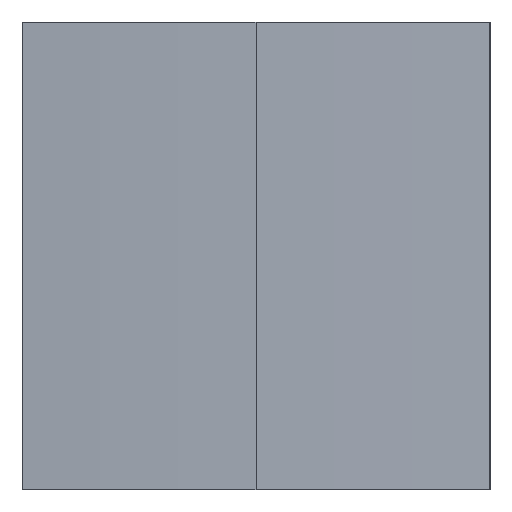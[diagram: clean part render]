
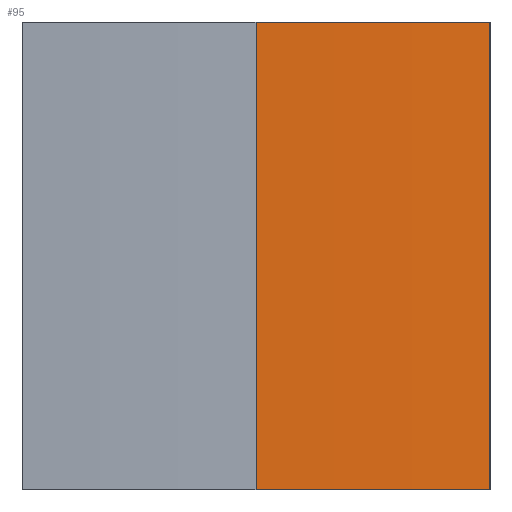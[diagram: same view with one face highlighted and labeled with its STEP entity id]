
A CAD part, left-side view. The second image highlights one B-rep face of the part: STEP entity #95.
In plain terms, the highlighted cylindrical face has radius 77.55 mm (diameter 155.1 mm), a partial arc.
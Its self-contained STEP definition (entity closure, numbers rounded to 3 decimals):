
#1 = CYLINDRICAL_SURFACE ( 'NONE', #233, 77.55 ) ;
#27 = CARTESIAN_POINT ( 'NONE',  ( 0., 0., 10. ) ) ;
#43 = CARTESIAN_POINT ( 'NONE',  ( -77.55, 0., 10. ) ) ;
#46 = DIRECTION ( 'NONE',  ( 0., 0., -1. ) ) ;
#52 = EDGE_CURVE ( 'NONE', #189, #100, #211, .T. ) ;
#65 = CIRCLE ( 'NONE', #123, 77.55 ) ;
#66 = CARTESIAN_POINT ( 'NONE',  ( -77.55, 0., 10. ) ) ;
#85 = CARTESIAN_POINT ( 'NONE',  ( -77.389, -5., 10. ) ) ;
#91 = DIRECTION ( 'NONE',  ( 1., 0., 0. ) ) ;
#95 = ADVANCED_FACE ( 'NONE', ( #172 ), #1, .T. ) ;
#100 = VERTEX_POINT ( 'NONE', #251 ) ;
#101 = ORIENTED_EDGE ( 'NONE', *, *, #52, .T. ) ;
#113 = EDGE_CURVE ( 'NONE', #264, #184, #230, .T. ) ;
#118 = VECTOR ( 'NONE', #174, 1000. ) ;
#123 = AXIS2_PLACEMENT_3D ( 'NONE', #236, #139, #91 ) ;
#127 = CIRCLE ( 'NONE', #166, 77.55 ) ;
#131 = CARTESIAN_POINT ( 'NONE',  ( 0., 0., 10. ) ) ;
#134 = EDGE_CURVE ( 'NONE', #189, #264, #127, .T. ) ;
#139 = DIRECTION ( 'NONE',  ( 0., 0., 1. ) ) ;
#158 = CARTESIAN_POINT ( 'NONE',  ( -77.389, -5., 10. ) ) ;
#163 = ORIENTED_EDGE ( 'NONE', *, *, #113, .F. ) ;
#166 = AXIS2_PLACEMENT_3D ( 'NONE', #131, #177, #195 ) ;
#170 = DIRECTION ( 'NONE',  ( -1., 0., 0. ) ) ;
#172 = FACE_OUTER_BOUND ( 'NONE', #259, .T. ) ;
#174 = DIRECTION ( 'NONE',  ( 0., 0., -1. ) ) ;
#176 = VECTOR ( 'NONE', #46, 1000. ) ;
#177 = DIRECTION ( 'NONE',  ( 0., 0., 1. ) ) ;
#184 = VERTEX_POINT ( 'NONE', #253 ) ;
#189 = VERTEX_POINT ( 'NONE', #66 ) ;
#193 = DIRECTION ( 'NONE',  ( 0., 0., -1. ) ) ;
#195 = DIRECTION ( 'NONE',  ( 1., 0., 0. ) ) ;
#211 = LINE ( 'NONE', #43, #118 ) ;
#226 = ORIENTED_EDGE ( 'NONE', *, *, #134, .F. ) ;
#230 = LINE ( 'NONE', #85, #176 ) ;
#233 = AXIS2_PLACEMENT_3D ( 'NONE', #27, #193, #170 ) ;
#236 = CARTESIAN_POINT ( 'NONE',  ( 0., 0., 0. ) ) ;
#239 = EDGE_CURVE ( 'NONE', #100, #184, #65, .T. ) ;
#248 = ORIENTED_EDGE ( 'NONE', *, *, #239, .T. ) ;
#251 = CARTESIAN_POINT ( 'NONE',  ( -77.55, 0., 0. ) ) ;
#253 = CARTESIAN_POINT ( 'NONE',  ( -77.389, -5., 0. ) ) ;
#259 = EDGE_LOOP ( 'NONE', ( #226, #101, #248, #163 ) ) ;
#264 = VERTEX_POINT ( 'NONE', #158 ) ;
